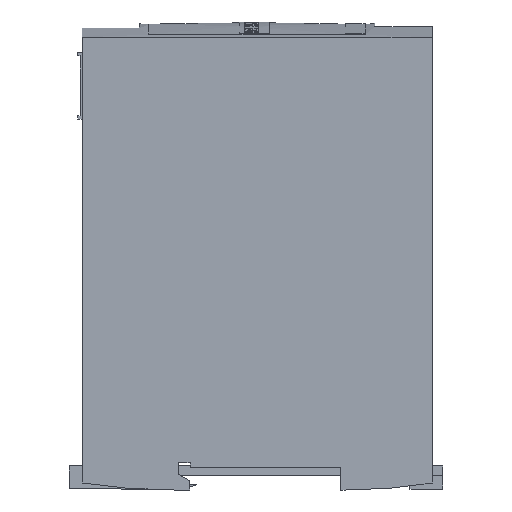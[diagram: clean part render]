
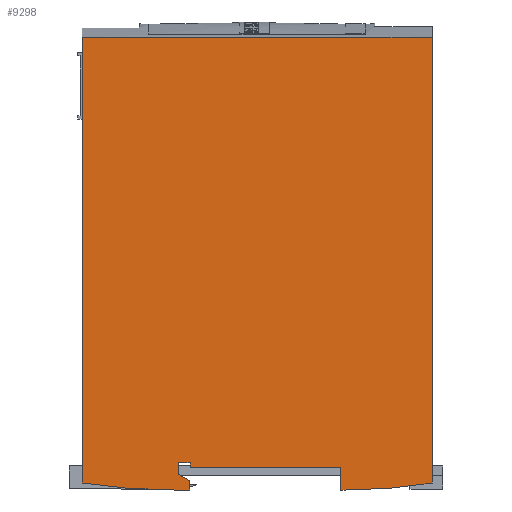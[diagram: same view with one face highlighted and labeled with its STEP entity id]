
A CAD part, left-side view. The second image highlights one B-rep face of the part: STEP entity #9298.
In plain terms, the highlighted planar face has unit normal (-1, 0, 0).
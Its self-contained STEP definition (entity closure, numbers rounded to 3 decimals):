
#112 = AXIS2_PLACEMENT_3D ( 'NONE', #523, #524, #525 ) ;
#522 = PLANE ( 'NONE',  #112 ) ;
#523 = CARTESIAN_POINT ( 'NONE',  ( 4.205, -1.238, 50.443 ) ) ;
#524 = DIRECTION ( 'NONE',  ( -1., 0., 0. ) ) ;
#525 = DIRECTION ( 'NONE',  ( 0., -1., 0. ) ) ;
#1130 = CARTESIAN_POINT ( 'NONE',  ( 4.205, -76.238, -22.057 ) ) ;
#1131 = CARTESIAN_POINT ( 'NONE',  ( 4.205, -1.238, -22.057 ) ) ;
#1132 = CARTESIAN_POINT ( 'NONE',  ( 4.205, -21.005, -23.557 ) ) ;
#1133 = CARTESIAN_POINT ( 'NONE',  ( 4.205, -24.33, -23.557 ) ) ;
#1134 = CARTESIAN_POINT ( 'NONE',  ( 4.205, -24.33, -21.557 ) ) ;
#1135 = CARTESIAN_POINT ( 'NONE',  ( 4.205, -21.882, -20.207 ) ) ;
#1136 = CARTESIAN_POINT ( 'NONE',  ( 4.205, -21.882, -17.707 ) ) ;
#1137 = CARTESIAN_POINT ( 'NONE',  ( 4.205, -24.382, -17.707 ) ) ;
#1138 = CARTESIAN_POINT ( 'NONE',  ( 4.205, -24.382, -18.707 ) ) ;
#1139 = CARTESIAN_POINT ( 'NONE',  ( 4.205, -56.632, -18.707 ) ) ;
#1140 = CARTESIAN_POINT ( 'NONE',  ( 4.205, -56.632, -23.557 ) ) ;
#1141 = CARTESIAN_POINT ( 'NONE',  ( 4.205, -57.632, -23.557 ) ) ;
#1796 = VECTOR ( 'NONE', #2742, 1000. ) ;
#2741 = CARTESIAN_POINT ( 'NONE',  ( 4.205, -1.238, 73.443 ) ) ;
#2742 = DIRECTION ( 'NONE',  ( 0., -1., 0. ) ) ;
#4423 = CARTESIAN_POINT ( 'NONE',  ( 4.205, -1.238, 73.443 ) ) ;
#4424 = CARTESIAN_POINT ( 'NONE',  ( 4.205, -76.238, 73.443 ) ) ;
#5648 = B_SPLINE_CURVE_WITH_KNOTS ( 'NONE', 2,
 ( #9903, #9904, #9905 ),
 .UNSPECIFIED., .F., .F.,
 ( 3, 3 ),
 ( 2., 3. ),
 .UNSPECIFIED. ) ;
#5649 = B_SPLINE_CURVE_WITH_KNOTS ( 'NONE', 2,
 ( #9924, #9925, #9926 ),
 .UNSPECIFIED., .F., .F.,
 ( 3, 3 ),
 ( 12., 13. ),
 .UNSPECIFIED. ) ;
#7602 = LINE ( 'NONE', #9899, #9987 ) ;
#7603 = LINE ( 'NONE', #9901, #9988 ) ;
#7604 = LINE ( 'NONE', #9906, #9989 ) ;
#7605 = LINE ( 'NONE', #9908, #9990 ) ;
#7606 = LINE ( 'NONE', #9910, #9991 ) ;
#7607 = LINE ( 'NONE', #9912, #9992 ) ;
#7608 = LINE ( 'NONE', #9914, #9993 ) ;
#7609 = LINE ( 'NONE', #9916, #9994 ) ;
#7610 = LINE ( 'NONE', #9918, #9995 ) ;
#7611 = LINE ( 'NONE', #9920, #9996 ) ;
#7612 = LINE ( 'NONE', #9922, #9997 ) ;
#9298 = ADVANCED_FACE ( 'NONE', ( #17018 ), #522, .T. ) ;
#9899 = CARTESIAN_POINT ( 'NONE',  ( 4.205, -76.238, 50.443 ) ) ;
#9900 = DIRECTION ( 'NONE',  ( 0., 0., -1. ) ) ;
#9901 = CARTESIAN_POINT ( 'NONE',  ( 4.205, -1.238, 50.443 ) ) ;
#9902 = DIRECTION ( 'NONE',  ( 0., 0., -1. ) ) ;
#9903 = CARTESIAN_POINT ( 'NONE',  ( 4.205, -1.238, -22.057 ) ) ;
#9904 = CARTESIAN_POINT ( 'NONE',  ( 4.205, -10.919, -23.557 ) ) ;
#9905 = CARTESIAN_POINT ( 'NONE',  ( 4.205, -21.005, -23.557 ) ) ;
#9906 = CARTESIAN_POINT ( 'NONE',  ( 4.205, -21.005, -23.557 ) ) ;
#9907 = DIRECTION ( 'NONE',  ( 0., -1., 0. ) ) ;
#9908 = CARTESIAN_POINT ( 'NONE',  ( 4.205, -24.33, -23.557 ) ) ;
#9909 = DIRECTION ( 'NONE',  ( 0., 0., 1. ) ) ;
#9910 = CARTESIAN_POINT ( 'NONE',  ( 4.205, -24.33, -21.557 ) ) ;
#9911 = DIRECTION ( 'NONE',  ( 0., 0.876, 0.483 ) ) ;
#9912 = CARTESIAN_POINT ( 'NONE',  ( 4.205, -21.882, -20.207 ) ) ;
#9913 = DIRECTION ( 'NONE',  ( 0., 0., 1. ) ) ;
#9914 = CARTESIAN_POINT ( 'NONE',  ( 4.205, -21.882, -17.707 ) ) ;
#9915 = DIRECTION ( 'NONE',  ( 0., -1., 0. ) ) ;
#9916 = CARTESIAN_POINT ( 'NONE',  ( 4.205, -24.382, -17.707 ) ) ;
#9917 = DIRECTION ( 'NONE',  ( 0., 0., -1. ) ) ;
#9918 = CARTESIAN_POINT ( 'NONE',  ( 4.205, -24.382, -18.707 ) ) ;
#9919 = DIRECTION ( 'NONE',  ( 0., -1., 0. ) ) ;
#9920 = CARTESIAN_POINT ( 'NONE',  ( 4.205, -56.632, -18.707 ) ) ;
#9921 = DIRECTION ( 'NONE',  ( 0., 0., -1. ) ) ;
#9922 = CARTESIAN_POINT ( 'NONE',  ( 4.205, -56.632, -23.557 ) ) ;
#9923 = DIRECTION ( 'NONE',  ( 0., -1., 0. ) ) ;
#9924 = CARTESIAN_POINT ( 'NONE',  ( 4.205, -57.632, -23.557 ) ) ;
#9925 = CARTESIAN_POINT ( 'NONE',  ( 4.205, -67.251, -23.557 ) ) ;
#9926 = CARTESIAN_POINT ( 'NONE',  ( 4.205, -76.238, -22.057 ) ) ;
#9987 = VECTOR ( 'NONE', #9900, 1000. ) ;
#9988 = VECTOR ( 'NONE', #9902, 1000. ) ;
#9989 = VECTOR ( 'NONE', #9907, 1000. ) ;
#9990 = VECTOR ( 'NONE', #9909, 1000. ) ;
#9991 = VECTOR ( 'NONE', #9911, 1000. ) ;
#9992 = VECTOR ( 'NONE', #9913, 1000. ) ;
#9993 = VECTOR ( 'NONE', #9915, 1000. ) ;
#9994 = VECTOR ( 'NONE', #9917, 1000. ) ;
#9995 = VECTOR ( 'NONE', #9919, 1000. ) ;
#9996 = VECTOR ( 'NONE', #9921, 1000. ) ;
#9997 = VECTOR ( 'NONE', #9923, 1000. ) ;
#11436 = VERTEX_POINT ( 'NONE', #1130 ) ;
#11437 = VERTEX_POINT ( 'NONE', #1131 ) ;
#11438 = VERTEX_POINT ( 'NONE', #1132 ) ;
#11439 = VERTEX_POINT ( 'NONE', #1133 ) ;
#11440 = VERTEX_POINT ( 'NONE', #1134 ) ;
#11441 = VERTEX_POINT ( 'NONE', #1135 ) ;
#11442 = VERTEX_POINT ( 'NONE', #1136 ) ;
#11443 = VERTEX_POINT ( 'NONE', #1137 ) ;
#11444 = VERTEX_POINT ( 'NONE', #1138 ) ;
#11445 = VERTEX_POINT ( 'NONE', #1139 ) ;
#11446 = VERTEX_POINT ( 'NONE', #1140 ) ;
#11447 = VERTEX_POINT ( 'NONE', #1141 ) ;
#11934 = EDGE_CURVE ( 'NONE', #12271, #12272, #17265, .T. ) ;
#12271 = VERTEX_POINT ( 'NONE', #4423 ) ;
#12272 = VERTEX_POINT ( 'NONE', #4424 ) ;
#12370 = EDGE_LOOP ( 'NONE', ( #16485, #16487, #16486, #16489, #16488, #16490, #16491, #16492, #16493, #16494, #16495, #16496, #16497, #16498 ) ) ;
#16038 = EDGE_CURVE ( 'NONE', #12272, #11436, #7602, .T. ) ;
#16039 = EDGE_CURVE ( 'NONE', #12271, #11437, #7603, .T. ) ;
#16040 = EDGE_CURVE ( 'NONE', #11437, #11438, #5648, .T. ) ;
#16041 = EDGE_CURVE ( 'NONE', #11438, #11439, #7604, .T. ) ;
#16042 = EDGE_CURVE ( 'NONE', #11439, #11440, #7605, .T. ) ;
#16043 = EDGE_CURVE ( 'NONE', #11440, #11441, #7606, .T. ) ;
#16044 = EDGE_CURVE ( 'NONE', #11441, #11442, #7607, .T. ) ;
#16045 = EDGE_CURVE ( 'NONE', #11442, #11443, #7608, .T. ) ;
#16046 = EDGE_CURVE ( 'NONE', #11443, #11444, #7609, .T. ) ;
#16047 = EDGE_CURVE ( 'NONE', #11444, #11445, #7610, .T. ) ;
#16048 = EDGE_CURVE ( 'NONE', #11445, #11446, #7611, .T. ) ;
#16049 = EDGE_CURVE ( 'NONE', #11446, #11447, #7612, .T. ) ;
#16050 = EDGE_CURVE ( 'NONE', #11447, #11436, #5649, .T. ) ;
#16485 = ORIENTED_EDGE ( 'NONE', *, *, #16038, .F. ) ;
#16486 = ORIENTED_EDGE ( 'NONE', *, *, #16039, .T. ) ;
#16487 = ORIENTED_EDGE ( 'NONE', *, *, #11934, .F. ) ;
#16488 = ORIENTED_EDGE ( 'NONE', *, *, #16041, .T. ) ;
#16489 = ORIENTED_EDGE ( 'NONE', *, *, #16040, .T. ) ;
#16490 = ORIENTED_EDGE ( 'NONE', *, *, #16042, .T. ) ;
#16491 = ORIENTED_EDGE ( 'NONE', *, *, #16043, .T. ) ;
#16492 = ORIENTED_EDGE ( 'NONE', *, *, #16044, .T. ) ;
#16493 = ORIENTED_EDGE ( 'NONE', *, *, #16045, .T. ) ;
#16494 = ORIENTED_EDGE ( 'NONE', *, *, #16046, .T. ) ;
#16495 = ORIENTED_EDGE ( 'NONE', *, *, #16047, .T. ) ;
#16496 = ORIENTED_EDGE ( 'NONE', *, *, #16048, .T. ) ;
#16497 = ORIENTED_EDGE ( 'NONE', *, *, #16049, .T. ) ;
#16498 = ORIENTED_EDGE ( 'NONE', *, *, #16050, .T. ) ;
#17018 = FACE_OUTER_BOUND ( 'NONE', #12370, .T. ) ;
#17265 = LINE ( 'NONE', #2741, #1796 ) ;
